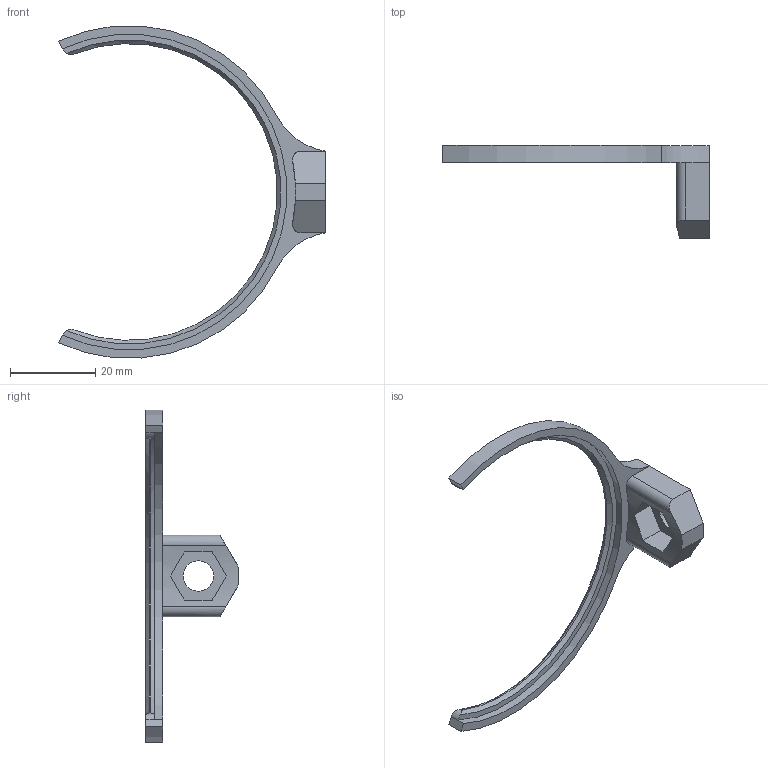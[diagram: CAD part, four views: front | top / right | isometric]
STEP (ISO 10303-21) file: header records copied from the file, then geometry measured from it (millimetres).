
FILE_DESCRIPTION(/* description */ (''),/* implementation_level */ '2;1');
FILE_NAME(/* name */ 'snap ring mount .step',/* time_stamp */ '2020-08-30T23:30:27-07:00',/* author */ (''),/* organization */ (''),/* preprocessor_version */ 'ST-DEVELOPER v18.1',/* originating_system */ 'Autodesk Translation Framework v9.3.0.1241',/* authorisation */ '');
FILE_SCHEMA (('AUTOMOTIVE_DESIGN { 1 0 10303 214 3 1 1 }'));
Length unit declared in the file: millimetre
Products named in the file (1): snap mount
Bounding box: 62.63 x 21.83 x 77.99 mm (x, y, z)
Volume: 4059.9 mm3; surface area: 3741.8 mm2
Topology: 1 solids, 1 shells, 32 faces, 85 edges, 56 vertices
Faces by surface type: plane 18, cylinder 12, cone 2
Full cylindrical faces by diameter (mm): 7.142 x1
Entity records: 1062 total; most frequent: CARTESIAN_POINT 202, DIRECTION 179, ORIENTED_EDGE 170, EDGE_CURVE 85, AXIS2_PLACEMENT_3D 65, VERTEX_POINT 56, LINE 49, VECTOR 49
